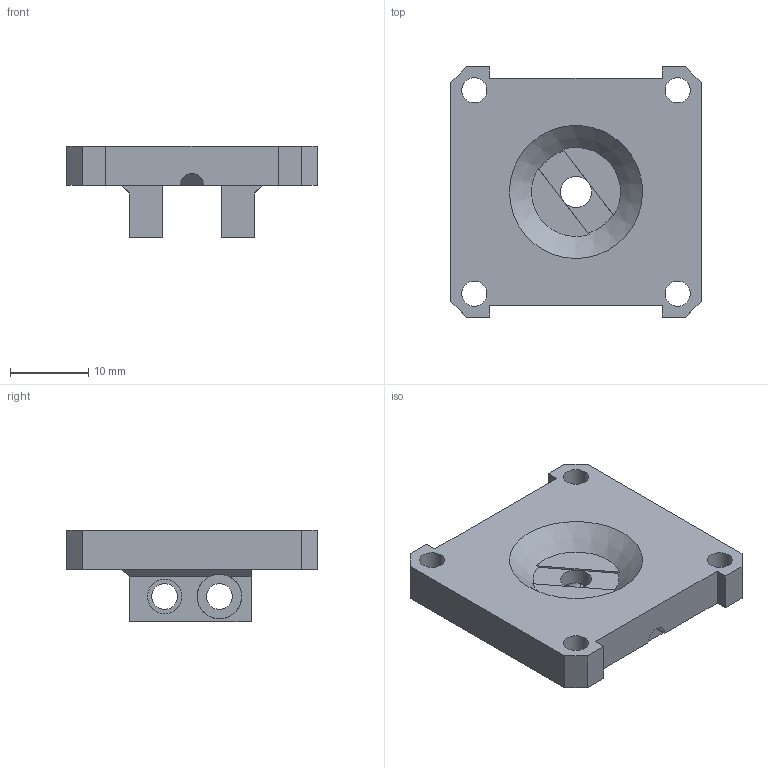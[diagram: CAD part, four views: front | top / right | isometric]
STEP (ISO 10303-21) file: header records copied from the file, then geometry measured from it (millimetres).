
FILE_DESCRIPTION(/* description */ ('STEP AP242','CAx-IF Rec.Pracs.---Representation and Presentation of Product Manufacturing Information (PMI)---4.0---2014-10-13','CAx-IF Rec.Pracs.---3D Tessellated Geometry---0.4---2014-09-14','2;1'),/* implementation_level */ '2;1');
FILE_NAME(/* name */ '650e23252a3662339365faa7',/* time_stamp */ '2023-09-22T23:28:38Z',/* author */ (''),/* organization */ (''),/* preprocessor_version */ 'ST-DEVELOPER v19.4',/* originating_system */ ' ',/* authorisation */ ' ');
FILE_SCHEMA (('AP242_MANAGED_MODEL_BASED_3D_ENGINEERING_MIM_LF { 1 0 10303 442 1 1 4 }'));
Length unit declared in the file: metre
Products named in the file (1): Bambu Adapter
Bounding box: 32 x 32 x 11.75 mm (x, y, z)
Volume: 4710.9 mm3; surface area: 3411.7 mm2
Topology: 1 solids, 1 shells, 54 faces, 149 edges, 99 vertices
Faces by surface type: plane 41, cylinder 12, cone 1
Full cylindrical faces by diameter (mm): 3.2 x4, 3.3 x2, 4 x1, 4.4 x2, 5.7 x2
Entity records: 1656 total; most frequent: CARTESIAN_POINT 289, DIRECTION 268, ORIENTED_EDGE 260, EDGE_CURVE 130, LINE 94, VECTOR 94, VERTEX_POINT 92, AXIS2_PLACEMENT_3D 87
